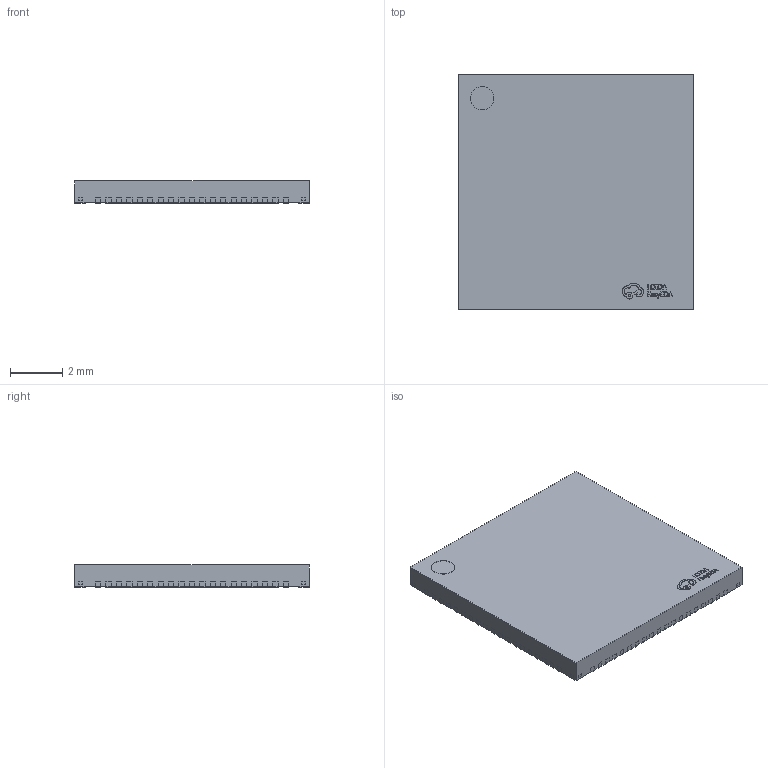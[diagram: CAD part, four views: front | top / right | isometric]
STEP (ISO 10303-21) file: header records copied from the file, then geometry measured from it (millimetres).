
FILE_DESCRIPTION (( 'STEP AP214' ), '1' );
FILE_NAME ('QFN-76_L9.0-W9.0-H0.9-P0.40-EP6.4-TL.step', '2022-07-15T03:46:02', ( '' ), ( '' ), 'SwSTEP 2.0', 'SolidWorks 2020', '' );
FILE_SCHEMA (( 'AUTOMOTIVE_DESIGN' ));
Length unit declared in the file: millimetre
Products named in the file (1): QFN-76_L9.0-W9.0-H0.9-P0.40-EP6.4-TL
Bounding box: 9 x 9 x 0.85 mm (x, y, z)
Surface area: 327.9 mm2
Topology: 172 solids, 172 shells, 2049 faces, 5099 edges, 3410 vertices
Faces by surface type: plane 1464, cylinder 459, bspline 126
Entity records: 86076 total; most frequent: CARTESIAN_POINT 13461, ORIENTED_EDGE 10198, DIRECTION 9609, EDGE_CURVE 5099, LINE 3925, VECTOR 3925, VERTEX_POINT 3410, AXIS2_PLACEMENT_3D 2842
